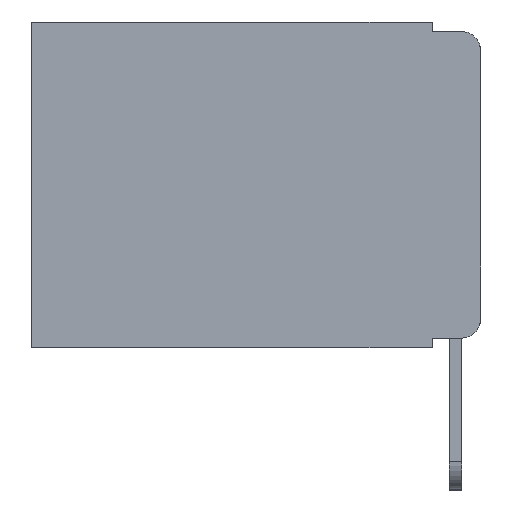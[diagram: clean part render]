
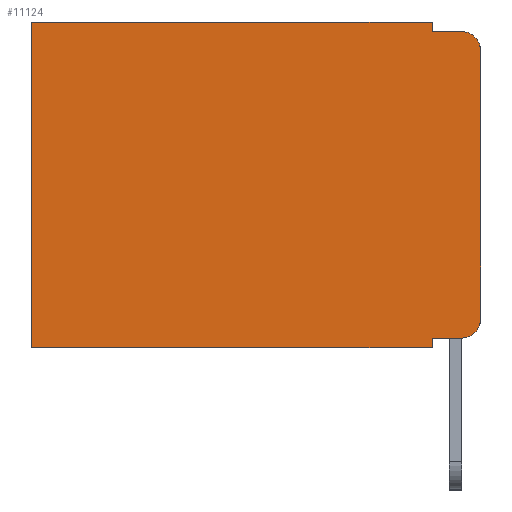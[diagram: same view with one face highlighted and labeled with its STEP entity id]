
A CAD part, left-side view. The second image highlights one B-rep face of the part: STEP entity #11124.
In plain terms, the highlighted planar face has unit normal (-1, 0, 0).
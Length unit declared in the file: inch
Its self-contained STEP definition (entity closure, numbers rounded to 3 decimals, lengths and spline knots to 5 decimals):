
#52 = DIRECTION ( 'NONE',  ( 0., 0., -1. ) ) ;
#137 = DIRECTION ( 'NONE',  ( 0., 0., -1. ) ) ;
#385 = CARTESIAN_POINT ( 'NONE',  ( 0.298, 0., -0.343 ) ) ;
#594 = CARTESIAN_POINT ( 'NONE',  ( 0.298, 0., 0. ) ) ;
#619 = VERTEX_POINT ( 'NONE', #8709 ) ;
#1223 = ORIENTED_EDGE ( 'NONE', *, *, #12361, .F. ) ;
#1270 = EDGE_CURVE ( 'NONE', #10003, #619, #7114, .T. ) ;
#1583 = CARTESIAN_POINT ( 'NONE',  ( 0.298, 0., 0. ) ) ;
#1604 = EDGE_LOOP ( 'NONE', ( #13648, #13045, #2381, #2608, #16104, #4826, #12655, #1223, #3658, #14113 ) ) ;
#1771 = CARTESIAN_POINT ( 'NONE',  ( 0.298, 0., -0.313 ) ) ;
#1809 = VECTOR ( 'NONE', #137, 39.37008 ) ;
#1842 = VECTOR ( 'NONE', #15401, 39.37008 ) ;
#1924 = EDGE_CURVE ( 'NONE', #9263, #6766, #12561, .T. ) ;
#2141 = CARTESIAN_POINT ( 'NONE',  ( 0.298, 0.473, 0. ) ) ;
#2381 = ORIENTED_EDGE ( 'NONE', *, *, #17527, .F. ) ;
#2488 = DIRECTION ( 'NONE',  ( -1., 0., 0. ) ) ;
#2608 = ORIENTED_EDGE ( 'NONE', *, *, #12444, .F. ) ;
#2721 = LINE ( 'NONE', #3754, #6322 ) ;
#3359 = VERTEX_POINT ( 'NONE', #6727 ) ;
#3437 = AXIS2_PLACEMENT_3D ( 'NONE', #11266, #2488, #12642 ) ;
#3658 = ORIENTED_EDGE ( 'NONE', *, *, #1924, .T. ) ;
#3754 = CARTESIAN_POINT ( 'NONE',  ( 0.298, 0.051, -0.01 ) ) ;
#4346 = VERTEX_POINT ( 'NONE', #1771 ) ;
#4561 = CARTESIAN_POINT ( 'NONE',  ( 0.298, 0.051, -0.343 ) ) ;
#4648 = DIRECTION ( 'NONE',  ( 0., 0., -1. ) ) ;
#4695 = CIRCLE ( 'NONE', #3437, 0.02 ) ;
#4826 = ORIENTED_EDGE ( 'NONE', *, *, #1270, .T. ) ;
#5147 = CARTESIAN_POINT ( 'NONE',  ( 0.298, 0.051, -0.333 ) ) ;
#5201 = CARTESIAN_POINT ( 'NONE',  ( 0.298, 0., 0. ) ) ;
#5285 = DIRECTION ( 'NONE',  ( 0., 1., 0. ) ) ;
#5320 = DIRECTION ( 'NONE',  ( 0., -1., 0. ) ) ;
#5855 = EDGE_CURVE ( 'NONE', #8516, #619, #15819, .T. ) ;
#5969 = EDGE_CURVE ( 'NONE', #12326, #10003, #10613, .T. ) ;
#6213 = PLANE ( 'NONE',  #7158 ) ;
#6322 = VECTOR ( 'NONE', #5320, 39.37008 ) ;
#6386 = LINE ( 'NONE', #5201, #17285 ) ;
#6727 = CARTESIAN_POINT ( 'NONE',  ( 0.298, 0.051, -0.01 ) ) ;
#6766 = VERTEX_POINT ( 'NONE', #12629 ) ;
#6864 = VECTOR ( 'NONE', #5285, 39.37008 ) ;
#7114 = LINE ( 'NONE', #2141, #9989 ) ;
#7158 = AXIS2_PLACEMENT_3D ( 'NONE', #1583, #9095, #52 ) ;
#7282 = LINE ( 'NONE', #13146, #14985 ) ;
#8191 = CARTESIAN_POINT ( 'NONE',  ( 0.298, 0.02, -0.03 ) ) ;
#8209 = FACE_OUTER_BOUND ( 'NONE', #1604, .T. ) ;
#8516 = VERTEX_POINT ( 'NONE', #4561 ) ;
#8709 = CARTESIAN_POINT ( 'NONE',  ( 0.298, 0.473, -0.343 ) ) ;
#9086 = VECTOR ( 'NONE', #10721, 39.37008 ) ;
#9095 = DIRECTION ( 'NONE',  ( 1., 0., 0. ) ) ;
#9263 = VERTEX_POINT ( 'NONE', #5147 ) ;
#9592 = DIRECTION ( 'NONE',  ( 0., 0., -1. ) ) ;
#9676 = CARTESIAN_POINT ( 'NONE',  ( 0.298, 0.473, 0. ) ) ;
#9745 = VERTEX_POINT ( 'NONE', #11931 ) ;
#9989 = VECTOR ( 'NONE', #10935, 39.37008 ) ;
#10003 = VERTEX_POINT ( 'NONE', #9676 ) ;
#10613 = LINE ( 'NONE', #594, #6864 ) ;
#10721 = DIRECTION ( 'NONE',  ( 0., 1., 0. ) ) ;
#10935 = DIRECTION ( 'NONE',  ( 0., 0., -1. ) ) ;
#10967 = CIRCLE ( 'NONE', #13631, 0.02 ) ;
#11124 = ADVANCED_FACE ( 'NONE', ( #8209 ), #6213, .F. ) ;
#11266 = CARTESIAN_POINT ( 'NONE',  ( 0.298, 0.02, -0.313 ) ) ;
#11931 = CARTESIAN_POINT ( 'NONE',  ( 0.298, 0., -0.03 ) ) ;
#11962 = EDGE_CURVE ( 'NONE', #9745, #4346, #6386, .T. ) ;
#12326 = VERTEX_POINT ( 'NONE', #16989 ) ;
#12361 = EDGE_CURVE ( 'NONE', #9263, #8516, #7282, .T. ) ;
#12444 = EDGE_CURVE ( 'NONE', #12326, #3359, #13368, .T. ) ;
#12561 = LINE ( 'NONE', #14158, #1842 ) ;
#12629 = CARTESIAN_POINT ( 'NONE',  ( 0.298, 0.02, -0.333 ) ) ;
#12642 = DIRECTION ( 'NONE',  ( 0., 0., -1. ) ) ;
#12655 = ORIENTED_EDGE ( 'NONE', *, *, #5855, .F. ) ;
#13045 = ORIENTED_EDGE ( 'NONE', *, *, #17488, .T. ) ;
#13146 = CARTESIAN_POINT ( 'NONE',  ( 0.298, 0.051, 0. ) ) ;
#13368 = LINE ( 'NONE', #17221, #1809 ) ;
#13631 = AXIS2_PLACEMENT_3D ( 'NONE', #8191, #17605, #9592 ) ;
#13648 = ORIENTED_EDGE ( 'NONE', *, *, #11962, .F. ) ;
#14113 = ORIENTED_EDGE ( 'NONE', *, *, #16958, .T. ) ;
#14158 = CARTESIAN_POINT ( 'NONE',  ( 0.298, 0.051, -0.333 ) ) ;
#14985 = VECTOR ( 'NONE', #4648, 39.37008 ) ;
#15401 = DIRECTION ( 'NONE',  ( 0., -1., 0. ) ) ;
#15819 = LINE ( 'NONE', #385, #9086 ) ;
#16104 = ORIENTED_EDGE ( 'NONE', *, *, #5969, .T. ) ;
#16241 = DIRECTION ( 'NONE',  ( 0., 0., -1. ) ) ;
#16300 = VERTEX_POINT ( 'NONE', #17909 ) ;
#16958 = EDGE_CURVE ( 'NONE', #6766, #4346, #4695, .T. ) ;
#16989 = CARTESIAN_POINT ( 'NONE',  ( 0.298, 0.051, 0. ) ) ;
#17221 = CARTESIAN_POINT ( 'NONE',  ( 0.298, 0.051, 0. ) ) ;
#17285 = VECTOR ( 'NONE', #16241, 39.37008 ) ;
#17488 = EDGE_CURVE ( 'NONE', #9745, #16300, #10967, .T. ) ;
#17527 = EDGE_CURVE ( 'NONE', #3359, #16300, #2721, .T. ) ;
#17605 = DIRECTION ( 'NONE',  ( -1., 0., 0. ) ) ;
#17909 = CARTESIAN_POINT ( 'NONE',  ( 0.298, 0.02, -0.01 ) ) ;
